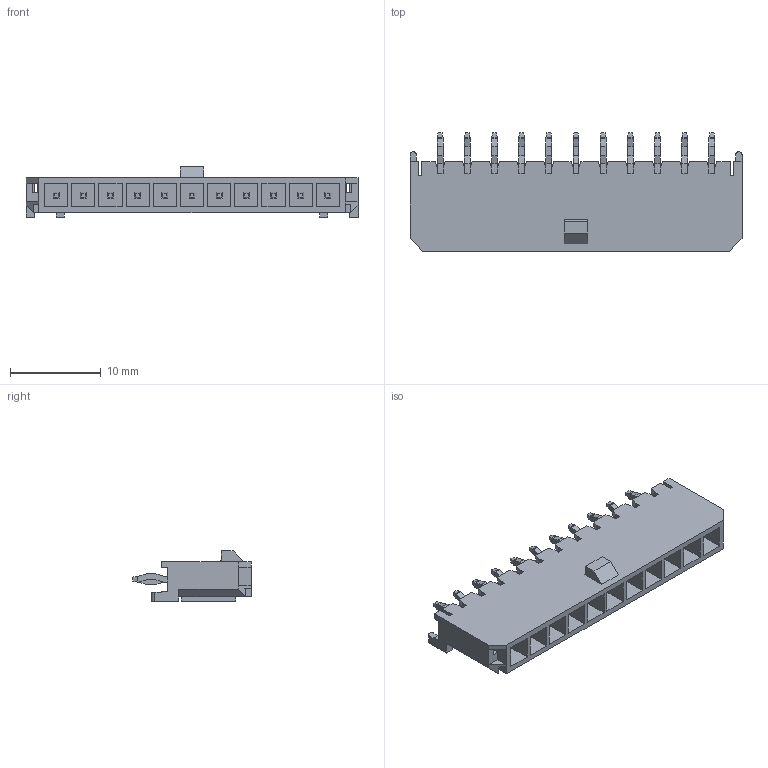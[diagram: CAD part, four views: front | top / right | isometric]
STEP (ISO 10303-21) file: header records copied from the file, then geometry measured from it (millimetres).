
FILE_DESCRIPTION( ( 'Unknown' ), '1' );
FILE_NAME( '66201111122.stp', 'Unknown', ( 'Unknown' ), ( 'Unknown' ), 'PSStep 15.0.49', 'Unknown', ' ' );
FILE_SCHEMA( ( 'AUTOMOTIVE_DESIGN { 1 0 10303 214 1 1 1 1 }' ) );
Length unit declared in the file: millimetre
Products named in the file (3): Assem1; 66201111122; 6620xx11122_PIN
Assembly tree (12 placements, depth 2):
  Assem1
    66201111122
    6620xx11122_PIN  x11
Bounding box: 36.65 x 13.08 x 5.57 mm (x, y, z)
Volume: 823.3 mm3; surface area: 2407.7 mm2
Topology: 12 solids, 12 shells, 592 faces, 1577 edges, 1004 vertices
Faces by surface type: plane 589, cylinder 3
Entity records: 14921 total; most frequent: CARTESIAN_POINT 2126, ORIENTED_EDGE 2114, DIRECTION 1833, EDGE_CURVE 1057, LINE 1051, VECTOR 1051, VERTEX_POINT 684, EDGE_LOOP 397
